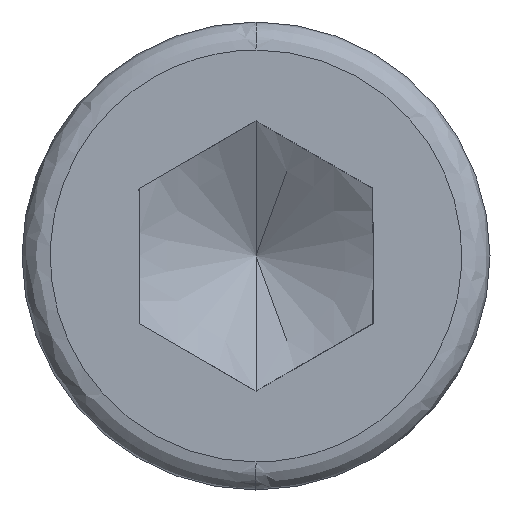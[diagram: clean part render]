
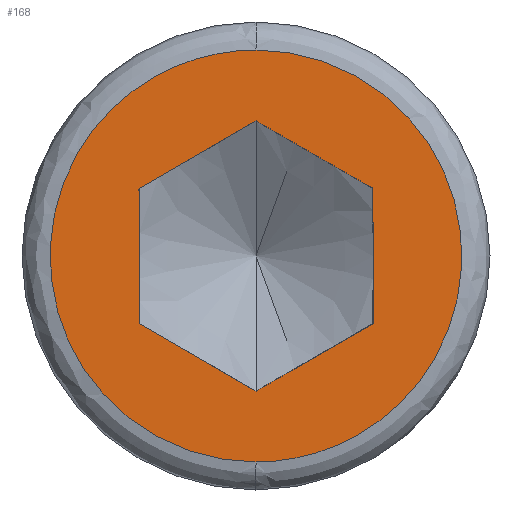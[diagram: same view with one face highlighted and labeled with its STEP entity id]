
A CAD part, left-side view. The second image highlights one B-rep face of the part: STEP entity #168.
In plain terms, the highlighted planar face has unit normal (-1, 0, 0).
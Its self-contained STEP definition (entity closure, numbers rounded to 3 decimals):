
#4 = LINE ( 'NONE', #244, #361 ) ;
#21 = CARTESIAN_POINT ( 'NONE',  ( -6., 8.8, 4.4 ) ) ;
#33 = VECTOR ( 'NONE', #527, 1000. ) ;
#39 = CARTESIAN_POINT ( 'NONE',  ( -6., 0., -4.4 ) ) ;
#42 = ORIENTED_EDGE ( 'NONE', *, *, #184, .F. ) ;
#51 = VERTEX_POINT ( 'NONE', #511 ) ;
#56 = DIRECTION ( 'NONE',  ( 0., -0.866, -0.5 ) ) ;
#64 = CARTESIAN_POINT ( 'NONE',  ( -6., 8.8, -4.4 ) ) ;
#67 = ORIENTED_EDGE ( 'NONE', *, *, #196, .T. ) ;
#72 = CARTESIAN_POINT ( 'NONE',  ( -6., -2.5, -1.443 ) ) ;
#82 = VERTEX_POINT ( 'NONE', #156 ) ;
#90 = CARTESIAN_POINT ( 'NONE',  ( -6., 0., -4.4 ) ) ;
#99 = EDGE_CURVE ( 'NONE', #584, #322, #4, .T. ) ;
#115 = ORIENTED_EDGE ( 'NONE', *, *, #472, .F. ) ;
#116 = DIRECTION ( 'NONE',  ( -1., 0., 0. ) ) ;
#121 = FACE_OUTER_BOUND ( 'NONE', #433, .T. ) ;
#125 = CARTESIAN_POINT ( 'NONE',  ( -6., 2.5, 1.443 ) ) ;
#137 = CARTESIAN_POINT ( 'NONE',  ( -6., -8.8, 4.4 ) ) ;
#143 = EDGE_CURVE ( 'NONE', #51, #82, #490, .T. ) ;
#156 = CARTESIAN_POINT ( 'NONE',  ( -6., -2.5, 1.443 ) ) ;
#159 = VERTEX_POINT ( 'NONE', #564 ) ;
#165 = LINE ( 'NONE', #488, #33 ) ;
#168 = ADVANCED_FACE ( 'NONE', ( #468, #121 ), #198, .T. ) ;
#170 = AXIS2_PLACEMENT_3D ( 'NONE', #386, #116, #305 ) ;
#184 = EDGE_CURVE ( 'NONE', #462, #159, #537, .T. ) ;
#196 = EDGE_CURVE ( 'NONE', #322, #51, #165, .T. ) ;
#198 = PLANE ( 'NONE',  #170 ) ;
#202 = VERTEX_POINT ( 'NONE', #299 ) ;
#205 = LINE ( 'NONE', #506, #394 ) ;
#219 = EDGE_LOOP ( 'NONE', ( #404, #248, #269, #67, #321, #441 ) ) ;
#244 = CARTESIAN_POINT ( 'NONE',  ( -6., 2.5, 0. ) ) ;
#248 = ORIENTED_EDGE ( 'NONE', *, *, #507, .T. ) ;
#260 = VECTOR ( 'NONE', #591, 1000. ) ;
#266 = VECTOR ( 'NONE', #276, 1000. ) ;
#269 = ORIENTED_EDGE ( 'NONE', *, *, #99, .T. ) ;
#276 = DIRECTION ( 'NONE',  ( 0., 0.866, 0.5 ) ) ;
#281 =( BOUNDED_CURVE ( )  B_SPLINE_CURVE ( 3, ( #597, #137, #366, #90 ),
 .UNSPECIFIED., .F., .F. ) 
 B_SPLINE_CURVE_WITH_KNOTS ( ( 4, 4 ),
 ( 0.25, 0.75 ),
 .UNSPECIFIED. ) 
 CURVE ( )  GEOMETRIC_REPRESENTATION_ITEM ( )  RATIONAL_B_SPLINE_CURVE ( ( 1., 0.333, 0.333, 1. ) ) 
 REPRESENTATION_ITEM ( '' )  );
#299 = CARTESIAN_POINT ( 'NONE',  ( -6., 0., -2.887 ) ) ;
#305 = DIRECTION ( 'NONE',  ( 0., 0., 1. ) ) ;
#308 = LINE ( 'NONE', #332, #266 ) ;
#318 = EDGE_CURVE ( 'NONE', #495, #202, #401, .T. ) ;
#321 = ORIENTED_EDGE ( 'NONE', *, *, #143, .T. ) ;
#322 = VERTEX_POINT ( 'NONE', #125 ) ;
#332 = CARTESIAN_POINT ( 'NONE',  ( -6., 0., -2.887 ) ) ;
#341 = CARTESIAN_POINT ( 'NONE',  ( -6., 0., 2.887 ) ) ;
#345 = CARTESIAN_POINT ( 'NONE',  ( -6., 0., 4.4 ) ) ;
#349 = VECTOR ( 'NONE', #56, 1000. ) ;
#361 = VECTOR ( 'NONE', #480, 1000. ) ;
#366 = CARTESIAN_POINT ( 'NONE',  ( -6., -8.8, -4.4 ) ) ;
#386 = CARTESIAN_POINT ( 'NONE',  ( -6., 3.943, 0. ) ) ;
#394 = VECTOR ( 'NONE', #541, 1000. ) ;
#401 = LINE ( 'NONE', #72, #260 ) ;
#404 = ORIENTED_EDGE ( 'NONE', *, *, #318, .T. ) ;
#414 = CARTESIAN_POINT ( 'NONE',  ( -6., -2.5, -1.443 ) ) ;
#433 = EDGE_LOOP ( 'NONE', ( #42, #115 ) ) ;
#437 = CARTESIAN_POINT ( 'NONE',  ( -6., 0., -4.4 ) ) ;
#441 = ORIENTED_EDGE ( 'NONE', *, *, #482, .T. ) ;
#462 = VERTEX_POINT ( 'NONE', #39 ) ;
#468 = FACE_BOUND ( 'NONE', #219, .T. ) ;
#472 = EDGE_CURVE ( 'NONE', #159, #462, #281, .T. ) ;
#480 = DIRECTION ( 'NONE',  ( 0., 0., 1. ) ) ;
#482 = EDGE_CURVE ( 'NONE', #82, #495, #205, .T. ) ;
#488 = CARTESIAN_POINT ( 'NONE',  ( -6., 2.5, 1.443 ) ) ;
#490 = LINE ( 'NONE', #341, #349 ) ;
#495 = VERTEX_POINT ( 'NONE', #414 ) ;
#506 = CARTESIAN_POINT ( 'NONE',  ( -6., -2.5, 0. ) ) ;
#507 = EDGE_CURVE ( 'NONE', #202, #584, #308, .T. ) ;
#511 = CARTESIAN_POINT ( 'NONE',  ( -6., 0., 2.887 ) ) ;
#527 = DIRECTION ( 'NONE',  ( 0., -0.866, 0.5 ) ) ;
#537 =( BOUNDED_CURVE ( )  B_SPLINE_CURVE ( 3, ( #437, #64, #21, #345 ),
 .UNSPECIFIED., .F., .F. ) 
 B_SPLINE_CURVE_WITH_KNOTS ( ( 4, 4 ),
 ( 0.75, 1.25 ),
 .UNSPECIFIED. ) 
 CURVE ( )  GEOMETRIC_REPRESENTATION_ITEM ( )  RATIONAL_B_SPLINE_CURVE ( ( 1., 0.333, 0.333, 1. ) ) 
 REPRESENTATION_ITEM ( '' )  );
#541 = DIRECTION ( 'NONE',  ( 0., 0., -1. ) ) ;
#554 = CARTESIAN_POINT ( 'NONE',  ( -6., 2.5, -1.443 ) ) ;
#564 = CARTESIAN_POINT ( 'NONE',  ( -6., 0., 4.4 ) ) ;
#584 = VERTEX_POINT ( 'NONE', #554 ) ;
#591 = DIRECTION ( 'NONE',  ( 0., 0.866, -0.5 ) ) ;
#597 = CARTESIAN_POINT ( 'NONE',  ( -6., 0., 4.4 ) ) ;
